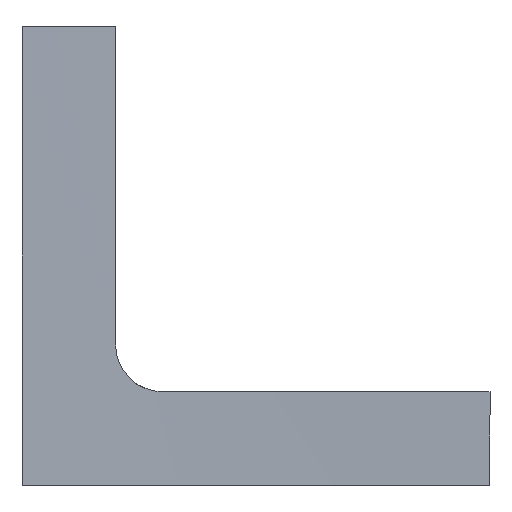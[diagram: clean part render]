
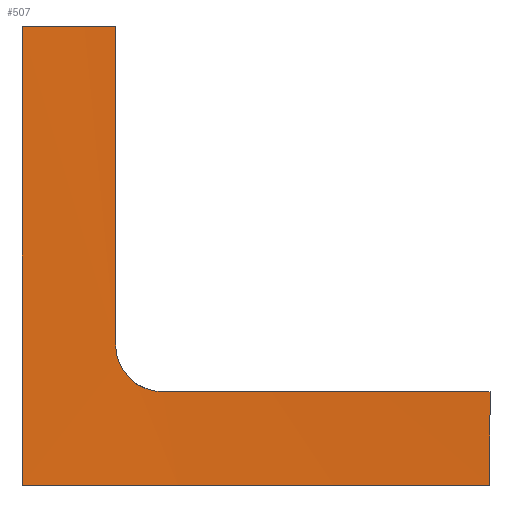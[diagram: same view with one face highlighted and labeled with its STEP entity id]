
A CAD part, front view. The second image highlights one B-rep face of the part: STEP entity #507.
In plain terms, the highlighted free-form (B-spline) face has degree [1, 2] with [2, 9] control points.
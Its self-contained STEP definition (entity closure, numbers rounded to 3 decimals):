
#247=CARTESIAN_POINT('',(-5.,625.684,-39.));
#248=VERTEX_POINT('',#247);
#249=CARTESIAN_POINT('',(30.,625.823,-39.0));
#250=VERTEX_POINT('',#249);
#251=CARTESIAN_POINT('',(15.,-8.,-39.));
#252=DIRECTION('',(0.0,0.0,-1.0));
#253=DIRECTION('',(-1.0,0.0,0.0));
#254=AXIS2_PLACEMENT_3D('',#251,#252,#253);
#255=CIRCLE('',#254,634.0);
#256=EDGE_CURVE('',#248,#250,#255,.T.);
#296=CARTESIAN_POINT('',(-10.,625.507,0.));
#297=VERTEX_POINT('',#296);
#298=CARTESIAN_POINT('',(-10.0,625.507,-34.0));
#299=VERTEX_POINT('',#298);
#300=CARTESIAN_POINT('',(-10.,625.507,0.));
#301=DIRECTION('',(0.0,0.0,-1.0));
#302=VECTOR('',#301,34.);
#303=LINE('',#300,#302);
#304=EDGE_CURVE('',#297,#299,#303,.T.);
#361=CARTESIAN_POINT('',(-10.0,625.507,-34.0));
#362=CARTESIAN_POINT('',(-10.0,625.507,-34.628));
#363=CARTESIAN_POINT('',(-9.875,625.512,-35.297));
#364=CARTESIAN_POINT('',(-9.364,625.532,-36.529));
#365=CARTESIAN_POINT('',(-8.98,625.547,-37.091));
#366=CARTESIAN_POINT('',(-8.092,625.579,-37.979));
#367=CARTESIAN_POINT('',(-7.53,625.6,-38.364));
#368=CARTESIAN_POINT('',(-6.298,625.642,-38.875));
#369=CARTESIAN_POINT('',(-5.628,625.665,-39.));
#370=CARTESIAN_POINT('',(-5.,625.684,-39.));
#371=B_SPLINE_CURVE_WITH_KNOTS('',3,(#361,#362,#363,#364,#365,#366,#367,#368,#369,#370),.UNSPECIFIED.,.F.,.U.,(4,2,2,2,4),(1.507,1.695,1.884,2.072,2.261),.UNSPECIFIED.);
#372=EDGE_CURVE('',#299,#248,#371,.T.);
#392=CARTESIAN_POINT('',(30.,625.823,-49.0));
#393=VERTEX_POINT('',#392);
#394=CARTESIAN_POINT('',(30.,625.823,-39.0));
#395=DIRECTION('',(0.0,0.0,-1.0));
#396=VECTOR('',#395,10.0);
#397=LINE('',#394,#396);
#398=EDGE_CURVE('',#250,#393,#397,.T.);
#451=CARTESIAN_POINT('',(649.0,-8.,-49.0));
#452=CARTESIAN_POINT('',(649.0,-8.,0.0));
#453=CARTESIAN_POINT('',(649.,626.0,-49.0));
#454=CARTESIAN_POINT('',(649.,626.0,0.0));
#455=CARTESIAN_POINT('',(15.,626.0,-49.0));
#456=CARTESIAN_POINT('',(15.,626.0,0.0));
#457=CARTESIAN_POINT('',(-619.,626.,-49.0));
#458=CARTESIAN_POINT('',(-619.,626.,0.0));
#459=CARTESIAN_POINT('',(-619.0,-8.,-49.0));
#460=CARTESIAN_POINT('',(-619.0,-8.,0.0));
#461=CARTESIAN_POINT('',(-619.,-642.0,-49.0));
#462=CARTESIAN_POINT('',(-619.,-642.0,0.0));
#463=CARTESIAN_POINT('',(15.,-642.0,-49.0));
#464=CARTESIAN_POINT('',(15.,-642.0,0.0));
#465=CARTESIAN_POINT('',(649.0,-642.,-49.0));
#466=CARTESIAN_POINT('',(649.0,-642.,0.0));
#467=CARTESIAN_POINT('',(649.0,-8.,-49.0));
#468=CARTESIAN_POINT('',(649.0,-8.,0.0));
#476=(BOUNDED_SURFACE()B_SPLINE_SURFACE(1,2,((#451,#453,#455,#457,#459,#461,#463,#465,#467),(#452,#454,#456,#458,#460,#462,#464,#466,#468)),.UNSPECIFIED.,.F.,.T.,.U.)B_SPLINE_SURFACE_WITH_KNOTS((2,2),(3,2,2,2,3),(-0.077,0.0),(0.0,995.885,1991.77,2987.655,3983.539),.UNSPECIFIED.)GEOMETRIC_REPRESENTATION_ITEM()RATIONAL_B_SPLINE_SURFACE(((1.0,0.707,1.0,0.707,1.0,0.707,1.0,0.707,1.0),(1.0,0.707,1.0,0.707,1.0,0.707,1.0,0.707,1.0)))REPRESENTATION_ITEM('')SURFACE());
#477=ORIENTED_EDGE('',*,*,#256,.F.);
#478=ORIENTED_EDGE('',*,*,#372,.F.);
#479=ORIENTED_EDGE('',*,*,#304,.F.);
#480=CARTESIAN_POINT('',(-20.0,625.033,0.0));
#481=VERTEX_POINT('',#480);
#482=CARTESIAN_POINT('',(15.,-8.,0.0));
#483=DIRECTION('',(0.0,0.0,-1.0));
#484=DIRECTION('',(-1.0,0.0,0.0));
#485=AXIS2_PLACEMENT_3D('',#482,#483,#484);
#486=CIRCLE('',#485,634.0);
#487=EDGE_CURVE('',#481,#297,#486,.T.);
#488=ORIENTED_EDGE('',*,*,#487,.F.);
#489=CARTESIAN_POINT('',(-20.0,625.033,-49.0));
#490=VERTEX_POINT('',#489);
#491=CARTESIAN_POINT('',(-20.0,625.033,0.0));
#492=DIRECTION('',(0.0,0.0,-1.0));
#493=VECTOR('',#492,49.0);
#494=LINE('',#491,#493);
#495=EDGE_CURVE('',#481,#490,#494,.T.);
#496=ORIENTED_EDGE('',*,*,#495,.T.);
#497=CARTESIAN_POINT('',(15.,-8.,-49.0));
#498=DIRECTION('',(0.0,0.0,1.0));
#499=DIRECTION('',(-1.0,0.0,0.0));
#500=AXIS2_PLACEMENT_3D('',#497,#498,#499);
#501=CIRCLE('',#500,634.0);
#502=EDGE_CURVE('',#393,#490,#501,.T.);
#503=ORIENTED_EDGE('',*,*,#502,.F.);
#504=ORIENTED_EDGE('',*,*,#398,.F.);
#505=EDGE_LOOP('',(#477,#478,#479,#488,#496,#503,#504));
#506=FACE_OUTER_BOUND('',#505,.T.);
#507=ADVANCED_FACE('',(#506),#476,.T.);
